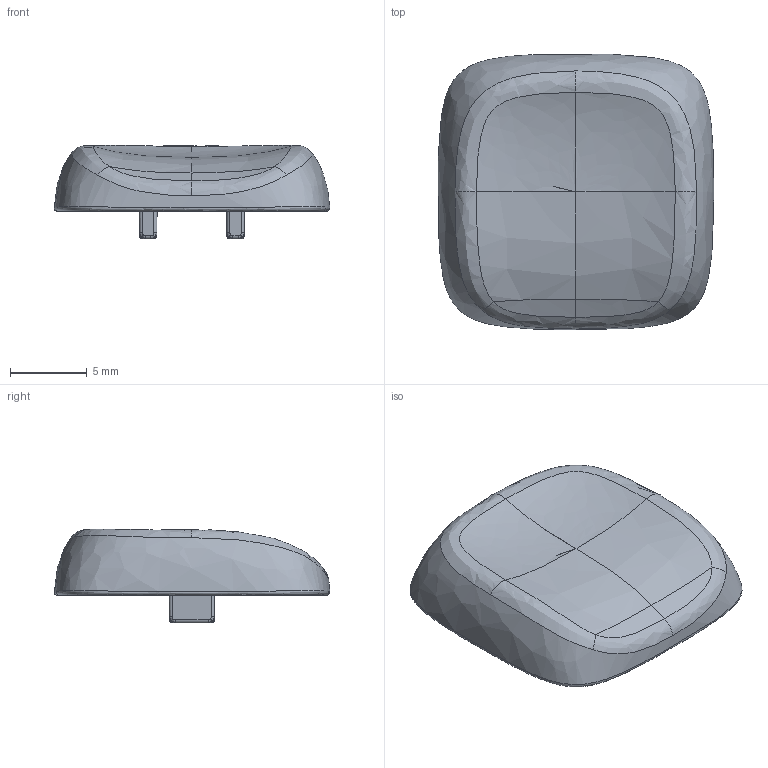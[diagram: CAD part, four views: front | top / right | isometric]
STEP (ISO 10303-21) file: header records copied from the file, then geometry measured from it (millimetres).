
FILE_DESCRIPTION(/* description */ (''),/* implementation_level */ '2;1');
FILE_NAME(/* name */ '[MX] Thumb v3.step',/* time_stamp */ '2025-05-10T15:24:48+07:00',/* author */ (''),/* organization */ (''),/* preprocessor_version */ 'ST-DEVELOPER v20.1',/* originating_system */ 'Autodesk Translation Framework v14.4.0.0',/* authorisation */ '');
FILE_SCHEMA (('AUTOMOTIVE_DESIGN { 1 0 10303 214 3 1 1 }'));
Length unit declared in the file: millimetre
Products named in the file (1): [MX] Thumb
Bounding box: 17.97 x 17.96 x 6.13 mm (x, y, z)
Volume: 572.7 mm3; surface area: 872 mm2
Topology: 1 solids, 1 shells, 152 faces, 384 edges, 233 vertices
Faces by surface type: bspline 116, cylinder 24, plane 12
Entity records: 19427 total; most frequent: CARTESIAN_POINT 16227, ORIENTED_EDGE 760, DIRECTION 525, EDGE_CURVE 380, AXIS2_PLACEMENT_3D 238, VERTEX_POINT 233, CIRCLE 201, EDGE_LOOP 155
